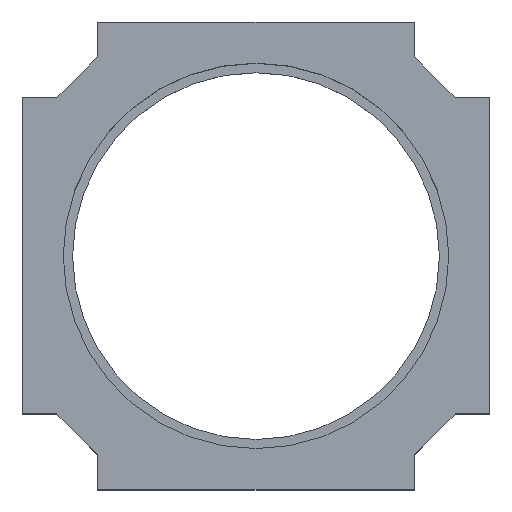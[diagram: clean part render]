
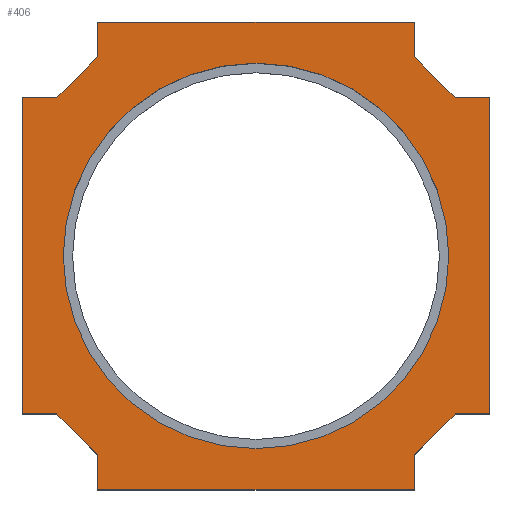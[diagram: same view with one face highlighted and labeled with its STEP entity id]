
A CAD part, top view. The second image highlights one B-rep face of the part: STEP entity #406.
In plain terms, the highlighted planar face has unit normal (0, 0, 1).
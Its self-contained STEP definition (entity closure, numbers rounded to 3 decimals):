
#17=FACE_BOUND('',#68,.T.);
#21=CIRCLE('',#449,20.6);
#44=FACE_OUTER_BOUND('',#67,.T.);
#67=EDGE_LOOP('',(#350,#351,#352,#353,#354,#355,#356,#357,#358,#359,#360,
#361,#362,#363,#364,#365));
#68=EDGE_LOOP('',(#366));
#69=LINE('',#558,#119);
#73=LINE('',#566,#123);
#76=LINE('',#572,#126);
#79=LINE('',#578,#129);
#82=LINE('',#584,#132);
#85=LINE('',#590,#135);
#88=LINE('',#596,#138);
#91=LINE('',#602,#141);
#94=LINE('',#608,#144);
#97=LINE('',#614,#147);
#100=LINE('',#620,#150);
#103=LINE('',#626,#153);
#106=LINE('',#632,#156);
#109=LINE('',#638,#159);
#112=LINE('',#644,#162);
#115=LINE('',#649,#165);
#119=VECTOR('',#456,10.);
#123=VECTOR('',#462,10.);
#126=VECTOR('',#467,10.);
#129=VECTOR('',#472,10.);
#132=VECTOR('',#477,10.);
#135=VECTOR('',#482,10.);
#138=VECTOR('',#487,10.);
#141=VECTOR('',#492,10.);
#144=VECTOR('',#497,10.);
#147=VECTOR('',#502,10.);
#150=VECTOR('',#507,10.);
#153=VECTOR('',#512,10.);
#156=VECTOR('',#517,10.);
#159=VECTOR('',#522,10.);
#162=VECTOR('',#527,10.);
#165=VECTOR('',#532,10.);
#169=VERTEX_POINT('',#556);
#170=VERTEX_POINT('',#557);
#173=VERTEX_POINT('',#565);
#175=VERTEX_POINT('',#571);
#177=VERTEX_POINT('',#577);
#179=VERTEX_POINT('',#583);
#181=VERTEX_POINT('',#589);
#183=VERTEX_POINT('',#595);
#185=VERTEX_POINT('',#601);
#187=VERTEX_POINT('',#607);
#189=VERTEX_POINT('',#613);
#191=VERTEX_POINT('',#619);
#193=VERTEX_POINT('',#625);
#195=VERTEX_POINT('',#631);
#197=VERTEX_POINT('',#637);
#199=VERTEX_POINT('',#643);
#204=VERTEX_POINT('',#661);
#205=EDGE_CURVE('',#169,#170,#69,.T.);
#209=EDGE_CURVE('',#170,#173,#73,.T.);
#212=EDGE_CURVE('',#173,#175,#76,.T.);
#215=EDGE_CURVE('',#175,#177,#79,.T.);
#218=EDGE_CURVE('',#177,#179,#82,.T.);
#221=EDGE_CURVE('',#179,#181,#85,.T.);
#224=EDGE_CURVE('',#181,#183,#88,.T.);
#227=EDGE_CURVE('',#183,#185,#91,.T.);
#230=EDGE_CURVE('',#185,#187,#94,.T.);
#233=EDGE_CURVE('',#187,#189,#97,.T.);
#236=EDGE_CURVE('',#189,#191,#100,.T.);
#239=EDGE_CURVE('',#191,#193,#103,.T.);
#242=EDGE_CURVE('',#193,#195,#106,.T.);
#245=EDGE_CURVE('',#195,#197,#109,.T.);
#248=EDGE_CURVE('',#197,#199,#112,.T.);
#251=EDGE_CURVE('',#199,#169,#115,.T.);
#258=EDGE_CURVE('',#204,#204,#21,.T.);
#350=ORIENTED_EDGE('',*,*,#230,.F.);
#351=ORIENTED_EDGE('',*,*,#227,.F.);
#352=ORIENTED_EDGE('',*,*,#224,.F.);
#353=ORIENTED_EDGE('',*,*,#221,.F.);
#354=ORIENTED_EDGE('',*,*,#218,.F.);
#355=ORIENTED_EDGE('',*,*,#215,.F.);
#356=ORIENTED_EDGE('',*,*,#212,.F.);
#357=ORIENTED_EDGE('',*,*,#209,.F.);
#358=ORIENTED_EDGE('',*,*,#205,.F.);
#359=ORIENTED_EDGE('',*,*,#251,.F.);
#360=ORIENTED_EDGE('',*,*,#248,.F.);
#361=ORIENTED_EDGE('',*,*,#245,.F.);
#362=ORIENTED_EDGE('',*,*,#242,.F.);
#363=ORIENTED_EDGE('',*,*,#239,.F.);
#364=ORIENTED_EDGE('',*,*,#236,.F.);
#365=ORIENTED_EDGE('',*,*,#233,.F.);
#366=ORIENTED_EDGE('',*,*,#258,.T.);
#385=PLANE('',#451);
#406=ADVANCED_FACE('',(#44,#17),#385,.T.);
#449=AXIS2_PLACEMENT_3D('',#663,#548,#549);
#451=AXIS2_PLACEMENT_3D('',#665,#552,#553);
#456=DIRECTION('',(0.,1.,0.));
#462=DIRECTION('',(-0.707,0.707,0.));
#467=DIRECTION('',(-1.,0.,0.));
#472=DIRECTION('',(0.,1.,0.));
#477=DIRECTION('',(1.,0.,0.));
#482=DIRECTION('',(0.707,0.707,0.));
#487=DIRECTION('',(0.,1.,0.));
#492=DIRECTION('',(1.,0.,0.));
#497=DIRECTION('',(0.,-1.,0.));
#502=DIRECTION('',(0.707,-0.707,0.));
#507=DIRECTION('',(1.,0.,0.));
#512=DIRECTION('',(0.,-1.,0.));
#517=DIRECTION('',(-1.,0.,0.));
#522=DIRECTION('',(-0.707,-0.707,0.));
#527=DIRECTION('',(0.,-1.,0.));
#532=DIRECTION('',(-1.,0.,0.));
#548=DIRECTION('center_axis',(0.,0.,-1.));
#549=DIRECTION('ref_axis',(1.,0.,0.));
#552=DIRECTION('center_axis',(0.,0.,1.));
#553=DIRECTION('ref_axis',(1.,0.,0.));
#556=CARTESIAN_POINT('',(-16.899,-25.,14.));
#557=CARTESIAN_POINT('',(-16.899,-21.282,14.));
#558=CARTESIAN_POINT('',(-16.899,-10.641,14.));
#565=CARTESIAN_POINT('',(-21.282,-16.899,14.));
#566=CARTESIAN_POINT('',(-20.186,-17.995,14.));
#571=CARTESIAN_POINT('',(-25.,-16.899,14.));
#572=CARTESIAN_POINT('',(-12.5,-16.899,14.));
#577=CARTESIAN_POINT('',(-25.,16.899,14.));
#578=CARTESIAN_POINT('',(-25.,8.45,14.));
#583=CARTESIAN_POINT('',(-21.282,16.899,14.));
#584=CARTESIAN_POINT('',(-10.641,16.899,14.));
#589=CARTESIAN_POINT('',(-16.899,21.282,14.));
#590=CARTESIAN_POINT('',(-17.995,20.186,14.));
#595=CARTESIAN_POINT('',(-16.899,25.,14.));
#596=CARTESIAN_POINT('',(-16.899,12.5,14.));
#601=CARTESIAN_POINT('',(16.899,25.,14.));
#602=CARTESIAN_POINT('',(8.45,25.,14.));
#607=CARTESIAN_POINT('',(16.899,21.282,14.));
#608=CARTESIAN_POINT('',(16.899,10.641,14.));
#613=CARTESIAN_POINT('',(21.282,16.899,14.));
#614=CARTESIAN_POINT('',(20.186,17.995,14.));
#619=CARTESIAN_POINT('',(25.,16.899,14.));
#620=CARTESIAN_POINT('',(12.5,16.899,14.));
#625=CARTESIAN_POINT('',(25.,-16.899,14.));
#626=CARTESIAN_POINT('',(25.,-8.45,14.));
#631=CARTESIAN_POINT('',(21.282,-16.899,14.));
#632=CARTESIAN_POINT('',(10.641,-16.899,14.));
#637=CARTESIAN_POINT('',(16.899,-21.282,14.));
#638=CARTESIAN_POINT('',(17.995,-20.186,14.));
#643=CARTESIAN_POINT('',(16.899,-25.,14.));
#644=CARTESIAN_POINT('',(16.899,-12.5,14.));
#649=CARTESIAN_POINT('',(-8.45,-25.,14.));
#661=CARTESIAN_POINT('',(-20.6,0.,14.));
#663=CARTESIAN_POINT('Origin',(0.,0.,14.));
#665=CARTESIAN_POINT('Origin',(0.,0.,14.));
